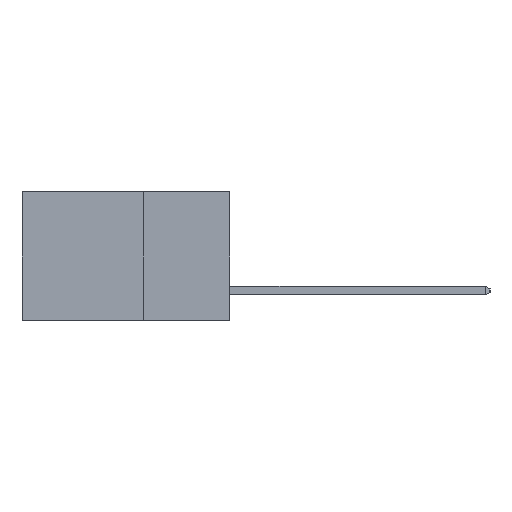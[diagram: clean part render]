
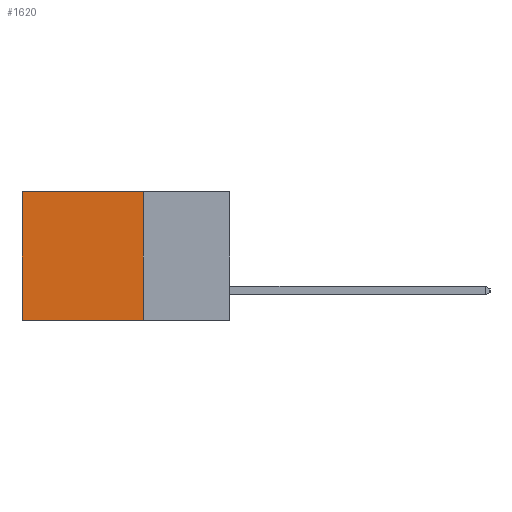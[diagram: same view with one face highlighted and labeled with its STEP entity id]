
A CAD part, left-side view. The second image highlights one B-rep face of the part: STEP entity #1620.
In plain terms, the highlighted planar face has unit normal (-1, 0, 0).
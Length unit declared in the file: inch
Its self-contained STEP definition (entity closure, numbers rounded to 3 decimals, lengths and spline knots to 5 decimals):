
#17 = VERTEX_POINT ( 'NONE', #8869 ) ;
#157 = CARTESIAN_POINT ( 'NONE',  ( 0.2615, 0.25, -0.37 ) ) ;
#217 = VERTEX_POINT ( 'NONE', #7782 ) ;
#381 = EDGE_CURVE ( 'NONE', #217, #1729, #6087, .T. ) ;
#491 = CARTESIAN_POINT ( 'NONE',  ( 0.2615, 0.6, -0.37 ) ) ;
#826 = CARTESIAN_POINT ( 'NONE',  ( 0.2615, 0.25, -0.37 ) ) ;
#1244 = VECTOR ( 'NONE', #10493, 39.37008 ) ;
#1348 = VECTOR ( 'NONE', #2890, 39.37008 ) ;
#1598 = PLANE ( 'NONE',  #4401 ) ;
#1620 = ADVANCED_FACE ( 'NONE', ( #7949 ), #1598, .F. ) ;
#1729 = VERTEX_POINT ( 'NONE', #491 ) ;
#1987 = CARTESIAN_POINT ( 'NONE',  ( 0.2615, 0.25, 0. ) ) ;
#2890 = DIRECTION ( 'NONE',  ( 0., 1., 0. ) ) ;
#2958 = DIRECTION ( 'NONE',  ( 0., 1., 0. ) ) ;
#3093 = EDGE_CURVE ( 'NONE', #8744, #1729, #5988, .T. ) ;
#3628 = ORIENTED_EDGE ( 'NONE', *, *, #8986, .F. ) ;
#3633 = ORIENTED_EDGE ( 'NONE', *, *, #9728, .T. ) ;
#4009 = DIRECTION ( 'NONE',  ( 1., 0., 0. ) ) ;
#4401 = AXIS2_PLACEMENT_3D ( 'NONE', #9421, #4009, #4487 ) ;
#4405 = VECTOR ( 'NONE', #7770, 39.37008 ) ;
#4487 = DIRECTION ( 'NONE',  ( 0., 0., -1. ) ) ;
#4681 = LINE ( 'NONE', #826, #4405 ) ;
#5443 = VECTOR ( 'NONE', #2958, 39.37008 ) ;
#5988 = LINE ( 'NONE', #10373, #1244 ) ;
#6087 = LINE ( 'NONE', #157, #1348 ) ;
#7634 = LINE ( 'NONE', #1987, #5443 ) ;
#7770 = DIRECTION ( 'NONE',  ( 0., 0., -1. ) ) ;
#7782 = CARTESIAN_POINT ( 'NONE',  ( 0.2615, 0.25, -0.37 ) ) ;
#7949 = FACE_OUTER_BOUND ( 'NONE', #8169, .T. ) ;
#8169 = EDGE_LOOP ( 'NONE', ( #10465, #9362, #3628, #3633 ) ) ;
#8307 = CARTESIAN_POINT ( 'NONE',  ( 0.2615, 0.6, 0. ) ) ;
#8744 = VERTEX_POINT ( 'NONE', #8307 ) ;
#8869 = CARTESIAN_POINT ( 'NONE',  ( 0.2615, 0.25, 0. ) ) ;
#8986 = EDGE_CURVE ( 'NONE', #17, #217, #4681, .T. ) ;
#9362 = ORIENTED_EDGE ( 'NONE', *, *, #381, .F. ) ;
#9421 = CARTESIAN_POINT ( 'NONE',  ( 0.2615, 0.25, -0.37 ) ) ;
#9728 = EDGE_CURVE ( 'NONE', #17, #8744, #7634, .T. ) ;
#10373 = CARTESIAN_POINT ( 'NONE',  ( 0.2615, 0.6, -0.37 ) ) ;
#10465 = ORIENTED_EDGE ( 'NONE', *, *, #3093, .T. ) ;
#10493 = DIRECTION ( 'NONE',  ( 0., 0., -1. ) ) ;
